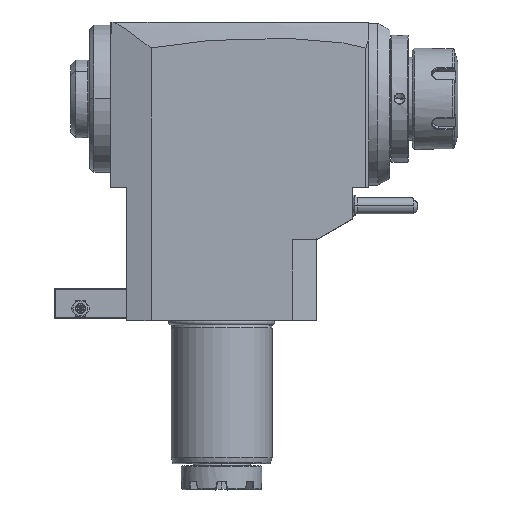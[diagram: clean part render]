
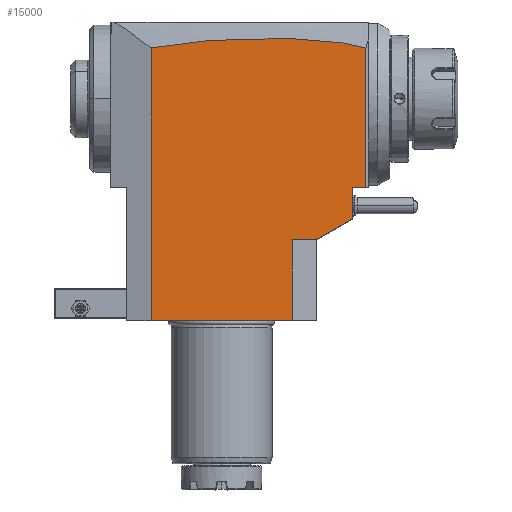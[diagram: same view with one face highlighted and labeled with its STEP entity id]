
A CAD part, top view. The second image highlights one B-rep face of the part: STEP entity #15000.
In plain terms, the highlighted planar face has unit normal (0, 0, 1).
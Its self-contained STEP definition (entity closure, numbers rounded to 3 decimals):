
#9=DIRECTION('',(-1.,0.,0.));
#10=VECTOR('',#9,70.);
#11=CARTESIAN_POINT('',(35.,0.,44.));
#12=LINE('',#11,#10);
#4046=DIRECTION('',(1.,0.,0.));
#4047=VECTOR('',#4046,11.);
#4048=CARTESIAN_POINT('',(35.,40.,44.));
#4049=LINE('',#4048,#4047);
#4062=DIRECTION('',(0.,1.,0.));
#4063=VECTOR('',#4062,40.);
#4064=CARTESIAN_POINT('',(35.,0.,44.));
#4065=LINE('',#4064,#4063);
#4094=DIRECTION('',(0.,-1.,0.));
#4095=VECTOR('',#4094,15.608);
#4096=CARTESIAN_POINT('',(65.,66.,44.));
#4097=LINE('',#4096,#4095);
#4098=DIRECTION('',(-0.866,-0.5,0.));
#4099=VECTOR('',#4098,20.785);
#4100=CARTESIAN_POINT('',(65.,50.392,44.));
#4101=LINE('',#4100,#4099);
#4102=DIRECTION('',(0.,1.,0.));
#4103=VECTOR('',#4102,0.577);
#4104=CARTESIAN_POINT('',(47.,40.,44.));
#4105=LINE('',#4104,#4103);
#4106=DIRECTION('',(0.866,0.5,0.));
#4107=VECTOR('',#4106,1.155);
#4108=CARTESIAN_POINT('',(46.,40.,44.));
#4109=LINE('',#4108,#4107);
#4110=DIRECTION('',(0.,1.,0.));
#4111=VECTOR('',#4110,135.17);
#4112=CARTESIAN_POINT('',(-35.,0.,44.));
#4113=LINE('',#4112,#4111);
#4114=CARTESIAN_POINT('',(71.5,135.054,44.));
#4115=CARTESIAN_POINT('',(71.146,135.178,44.));
#4116=CARTESIAN_POINT('',(70.412,135.421,44.));
#4117=CARTESIAN_POINT('',(69.225,135.773,44.));
#4118=CARTESIAN_POINT('',(67.985,136.105,44.));
#4119=CARTESIAN_POINT('',(66.714,136.414,44.));
#4120=CARTESIAN_POINT('',(65.434,136.699,44.));
#4121=CARTESIAN_POINT('',(64.081,136.975,44.));
#4122=CARTESIAN_POINT('',(62.599,137.253,44.));
#4123=CARTESIAN_POINT('',(60.924,137.54,44.));
#4124=CARTESIAN_POINT('',(59.009,137.836,44.));
#4125=CARTESIAN_POINT('',(56.845,138.136,44.));
#4126=CARTESIAN_POINT('',(54.419,138.435,44.));
#4127=CARTESIAN_POINT('',(51.7,138.727,44.));
#4128=CARTESIAN_POINT('',(48.629,139.012,44.));
#4129=CARTESIAN_POINT('',(45.152,139.282,44.));
#4130=CARTESIAN_POINT('',(41.185,139.529,44.));
#4131=CARTESIAN_POINT('',(36.673,139.742,44.));
#4132=CARTESIAN_POINT('',(31.711,139.897,44.));
#4133=CARTESIAN_POINT('',(26.412,139.981,44.));
#4134=CARTESIAN_POINT('',(20.968,139.986,44.));
#4135=CARTESIAN_POINT('',(15.452,139.91,44.));
#4136=CARTESIAN_POINT('',(9.909,139.755,44.));
#4137=CARTESIAN_POINT('',(4.322,139.52,44.));
#4138=CARTESIAN_POINT('',(-1.311,139.201,44.));
#4139=CARTESIAN_POINT('',(-6.676,138.815,44.));
#4140=CARTESIAN_POINT('',(-11.428,138.405,44.));
#4141=CARTESIAN_POINT('',(-15.701,137.979,44.));
#4142=CARTESIAN_POINT('',(-19.687,137.527,44.));
#4143=CARTESIAN_POINT('',(-23.581,137.031,44.));
#4144=CARTESIAN_POINT('',(-27.427,136.481,44.));
#4145=CARTESIAN_POINT('',(-31.229,135.869,44.));
#4146=CARTESIAN_POINT('',(-33.747,135.413,44.));
#4147=CARTESIAN_POINT('',(-35.,135.17,44.));
#4149=DIRECTION('',(0.,-1.,0.));
#4150=VECTOR('',#4149,69.054);
#4151=CARTESIAN_POINT('',(71.5,135.054,44.));
#4152=LINE('',#4151,#4150);
#4153=DIRECTION('',(1.,0.,0.));
#4154=VECTOR('',#4153,6.5);
#4155=CARTESIAN_POINT('',(65.,66.,44.));
#4156=LINE('',#4155,#4154);
#10365=VERTEX_POINT('',#4114);
#10366=VERTEX_POINT('',#4147);
#10378=CARTESIAN_POINT('',(71.5,66.,44.));
#10379=VERTEX_POINT('',#10378);
#10398=CARTESIAN_POINT('',(35.,40.,44.));
#10399=CARTESIAN_POINT('',(46.,40.,44.));
#10400=VERTEX_POINT('',#10398);
#10401=VERTEX_POINT('',#10399);
#10743=CARTESIAN_POINT('',(35.,0.,44.));
#10744=CARTESIAN_POINT('',(-35.,0.,44.));
#10745=VERTEX_POINT('',#10743);
#10746=VERTEX_POINT('',#10744);
#10757=CARTESIAN_POINT('',(65.,50.392,44.));
#10758=CARTESIAN_POINT('',(47.,40.,44.));
#10759=VERTEX_POINT('',#10757);
#10760=VERTEX_POINT('',#10758);
#10885=CARTESIAN_POINT('',(47.,40.577,44.));
#10887=VERTEX_POINT('',#10885);
#10947=CARTESIAN_POINT('',(65.,66.,44.));
#10948=VERTEX_POINT('',#10947);
#14978=CARTESIAN_POINT('',(-53.475,40.,44.));
#14979=DIRECTION('',(0.,0.,1.));
#14980=DIRECTION('',(1.,0.,0.));
#14981=AXIS2_PLACEMENT_3D('',#14978,#14979,#14980);
#14982=PLANE('',#14981);
#14984=ORIENTED_EDGE('',*,*,#14983,.F.);
#14986=ORIENTED_EDGE('',*,*,#14985,.T.);
#14987=ORIENTED_EDGE('',*,*,#14898,.T.);
#14989=ORIENTED_EDGE('',*,*,#14988,.T.);
#14991=ORIENTED_EDGE('',*,*,#14990,.F.);
#14992=ORIENTED_EDGE('',*,*,#14918,.F.);
#14993=ORIENTED_EDGE('',*,*,#14935,.F.);
#14994=ORIENTED_EDGE('',*,*,#10966,.T.);
#14995=ORIENTED_EDGE('',*,*,#11120,.T.);
#14996=ORIENTED_EDGE('',*,*,#11578,.F.);
#14997=ORIENTED_EDGE('',*,*,#11595,.T.);
#14998=EDGE_LOOP('',(#14984,#14986,#14987,#14989,#14991,#14992,#14993,#14994,
#14995,#14996,#14997));
#14999=FACE_OUTER_BOUND('',#14998,.F.);
#4148=B_SPLINE_CURVE_WITH_KNOTS('',3,(#4114,#4115,#4116,#4117,#4118,#4119,#4120,
#4121,#4122,#4123,#4124,#4125,#4126,#4127,#4128,#4129,#4130,#4131,#4132,#4133,
#4134,#4135,#4136,#4137,#4138,#4139,#4140,#4141,#4142,#4143,#4144,#4145,#4146,
#4147),.UNSPECIFIED.,.F.,.F.,(4,1,1,1,1,1,1,1,1,1,1,1,1,1,1,1,1,1,1,1,1,1,1,1,1,
1,1,1,1,1,1,4),(0.,0.032,0.065,0.097,
0.129,0.161,0.194,0.226,
0.258,0.29,0.323,0.355,
0.387,0.419,0.452,0.484,
0.516,0.548,0.581,0.613,
0.645,0.677,0.71,0.742,
0.774,0.806,0.839,0.871,
0.903,0.935,0.968,1.),.UNSPECIFIED.);
#10966=EDGE_CURVE('',#10745,#10746,#12,.T.);
#11120=EDGE_CURVE('',#10746,#10366,#4113,.T.);
#11578=EDGE_CURVE('',#10365,#10366,#4148,.T.);
#11595=EDGE_CURVE('',#10365,#10379,#4152,.T.);
#14898=EDGE_CURVE('',#10759,#10760,#4101,.T.);
#14918=EDGE_CURVE('',#10400,#10401,#4049,.T.);
#14935=EDGE_CURVE('',#10745,#10400,#4065,.T.);
#14983=EDGE_CURVE('',#10948,#10379,#4156,.T.);
#14985=EDGE_CURVE('',#10948,#10759,#4097,.T.);
#14988=EDGE_CURVE('',#10760,#10887,#4105,.T.);
#14990=EDGE_CURVE('',#10401,#10887,#4109,.T.);
#15000=ADVANCED_FACE('',(#14999),#14982,.T.);
